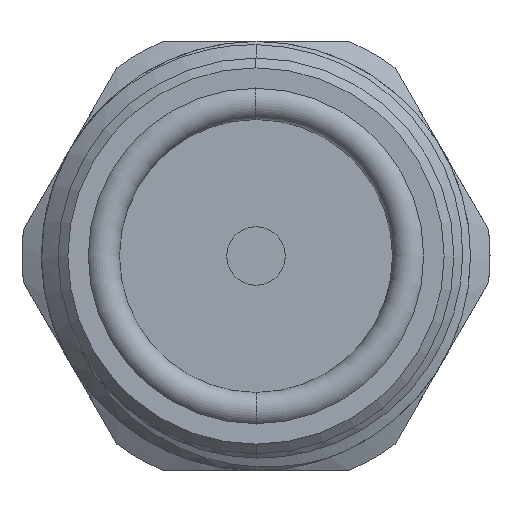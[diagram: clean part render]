
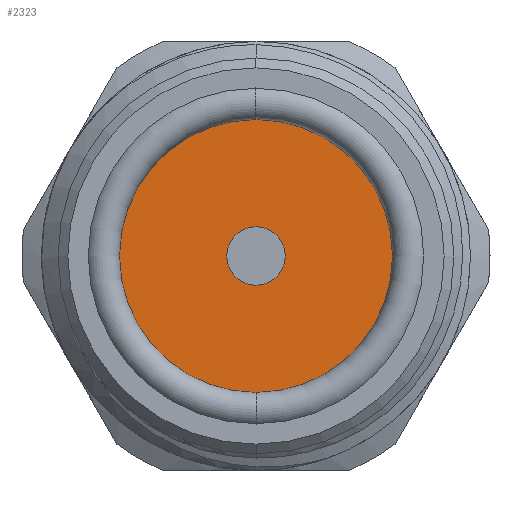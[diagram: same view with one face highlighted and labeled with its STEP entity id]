
A CAD part, front view. The second image highlights one B-rep face of the part: STEP entity #2323.
In plain terms, the highlighted planar face has unit normal (0, -1, 0).
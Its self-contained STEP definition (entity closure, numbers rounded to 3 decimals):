
#33 = ORIENTED_EDGE ( 'NONE', *, *, #2368, .F. ) ;
#112 = CARTESIAN_POINT ( 'NONE',  ( 0., 4.9, -8.6 ) ) ;
#187 = CIRCLE ( 'NONE', #270, 1.5 ) ;
#270 = AXIS2_PLACEMENT_3D ( 'NONE', #2928, #773, #3278 ) ;
#474 = CARTESIAN_POINT ( 'NONE',  ( 0., 4.9, 0. ) ) ;
#725 = CARTESIAN_POINT ( 'NONE',  ( 0., 4.9, 0. ) ) ;
#728 = CIRCLE ( 'NONE', #4464, 1.5 ) ;
#740 = PLANE ( 'NONE',  #4698 ) ;
#756 = DIRECTION ( 'NONE',  ( 0., -1., 0. ) ) ;
#773 = DIRECTION ( 'NONE',  ( 0., -1., 0. ) ) ;
#829 = DIRECTION ( 'NONE',  ( 0., 0., -1. ) ) ;
#849 = DIRECTION ( 'NONE',  ( 0., 0., -1. ) ) ;
#995 = CARTESIAN_POINT ( 'NONE',  ( 0., 4.9, 8.6 ) ) ;
#1064 = EDGE_CURVE ( 'NONE', #1151, #2646, #2658, .T. ) ;
#1084 = DIRECTION ( 'NONE',  ( 0., -1., 0. ) ) ;
#1151 = VERTEX_POINT ( 'NONE', #995 ) ;
#1309 = VERTEX_POINT ( 'NONE', #4001 ) ;
#1525 = VERTEX_POINT ( 'NONE', #2154 ) ;
#1739 = EDGE_LOOP ( 'NONE', ( #2671, #3481 ) ) ;
#1954 = AXIS2_PLACEMENT_3D ( 'NONE', #474, #2983, #829 ) ;
#2154 = CARTESIAN_POINT ( 'NONE',  ( 0., 4.9, -1.5 ) ) ;
#2323 = ADVANCED_FACE ( 'NONE', ( #4589, #3593 ), #740, .T. ) ;
#2368 = EDGE_CURVE ( 'NONE', #1525, #1309, #728, .T. ) ;
#2495 = CARTESIAN_POINT ( 'NONE',  ( 0., 4.9, 0. ) ) ;
#2646 = VERTEX_POINT ( 'NONE', #112 ) ;
#2658 = CIRCLE ( 'NONE', #2802, 8.6 ) ;
#2671 = ORIENTED_EDGE ( 'NONE', *, *, #4587, .T. ) ;
#2802 = AXIS2_PLACEMENT_3D ( 'NONE', #2495, #2851, #849 ) ;
#2851 = DIRECTION ( 'NONE',  ( 0., -1., 0. ) ) ;
#2910 = CARTESIAN_POINT ( 'NONE',  ( 0., 4.9, 0. ) ) ;
#2928 = CARTESIAN_POINT ( 'NONE',  ( 0., 4.9, 0. ) ) ;
#2983 = DIRECTION ( 'NONE',  ( 0., -1., 0. ) ) ;
#3063 = EDGE_LOOP ( 'NONE', ( #33, #4609 ) ) ;
#3263 = DIRECTION ( 'NONE',  ( 0., 0., -1. ) ) ;
#3278 = DIRECTION ( 'NONE',  ( 0., 0., -1. ) ) ;
#3481 = ORIENTED_EDGE ( 'NONE', *, *, #1064, .T. ) ;
#3593 = FACE_OUTER_BOUND ( 'NONE', #1739, .T. ) ;
#3618 = DIRECTION ( 'NONE',  ( 0., 0., -1. ) ) ;
#3703 = CIRCLE ( 'NONE', #1954, 8.6 ) ;
#4001 = CARTESIAN_POINT ( 'NONE',  ( 0., 4.9, 1.5 ) ) ;
#4464 = AXIS2_PLACEMENT_3D ( 'NONE', #2910, #756, #3263 ) ;
#4479 = EDGE_CURVE ( 'NONE', #1309, #1525, #187, .T. ) ;
#4587 = EDGE_CURVE ( 'NONE', #2646, #1151, #3703, .T. ) ;
#4589 = FACE_BOUND ( 'NONE', #3063, .T. ) ;
#4609 = ORIENTED_EDGE ( 'NONE', *, *, #4479, .F. ) ;
#4698 = AXIS2_PLACEMENT_3D ( 'NONE', #725, #1084, #3618 ) ;
